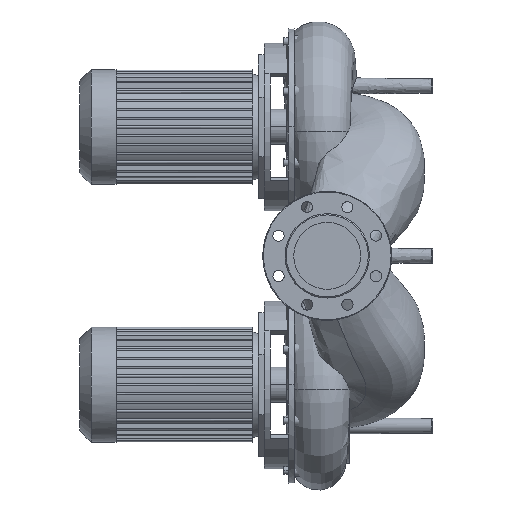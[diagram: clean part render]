
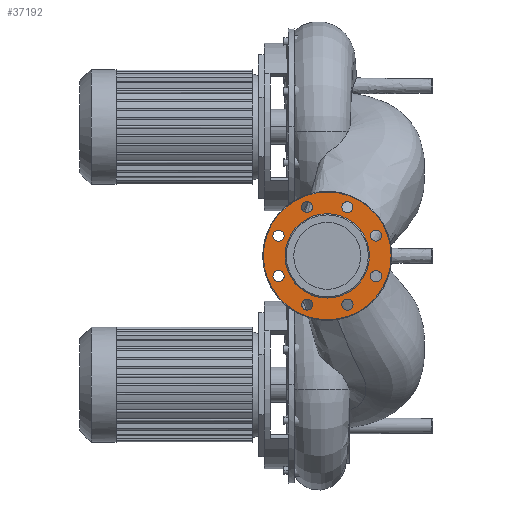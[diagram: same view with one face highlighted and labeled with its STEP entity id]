
A CAD part, left-side view. The second image highlights one B-rep face of the part: STEP entity #37192.
In plain terms, the highlighted free-form (B-spline) face has degree [1, 1] with [2, 2] control points.
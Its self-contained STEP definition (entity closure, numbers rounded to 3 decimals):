
#36123=CARTESIAN_POINT('',(2.,0.,-109.));
#36124=VERTEX_POINT('',#36123);
#36140=CARTESIAN_POINT('',(2.,0.,109.));
#36141=VERTEX_POINT('',#36140);
#36149=CARTESIAN_POINT('',(2.,-109.,0.0));
#36150=VERTEX_POINT('',#36149);
#36151=CARTESIAN_POINT('',(2.,0.,0.0));
#36152=DIRECTION('',(-1.0,0.0,0.0));
#36153=DIRECTION('',(0.0,-1.0,0.0));
#36154=AXIS2_PLACEMENT_3D('',#36151,#36152,#36153);
#36155=CIRCLE('',#36154,109.);
#36156=EDGE_CURVE('',#36150,#36141,#36155,.T.);
#36158=CARTESIAN_POINT('',(2.,0.,0.0));
#36159=DIRECTION('',(-1.0,0.0,0.0));
#36160=DIRECTION('',(0.0,-1.0,0.0));
#36161=AXIS2_PLACEMENT_3D('',#36158,#36159,#36160);
#36162=CIRCLE('',#36161,109.);
#36163=EDGE_CURVE('',#36124,#36150,#36162,.T.);
#36194=CARTESIAN_POINT('',(2.,-72.0,0.0));
#36195=VERTEX_POINT('',#36194);
#36204=CARTESIAN_POINT('',(2.,72.0,0.));
#36205=VERTEX_POINT('',#36204);
#36206=CARTESIAN_POINT('',(2.,0.,0.0));
#36207=DIRECTION('',(-1.0,0.0,0.0));
#36208=DIRECTION('',(0.0,-1.0,0.0));
#36209=AXIS2_PLACEMENT_3D('',#36206,#36207,#36208);
#36210=CIRCLE('',#36209,72.0);
#36211=EDGE_CURVE('',#36195,#36205,#36210,.T.);
#36257=CARTESIAN_POINT('',(2.,-83.149,24.942));
#36258=VERTEX_POINT('',#36257);
#36267=CARTESIAN_POINT('',(2.,-83.149,43.942));
#36268=VERTEX_POINT('',#36267);
#36269=CARTESIAN_POINT('',(2.,-83.149,34.442));
#36270=DIRECTION('',(-1.0,0.0,0.0));
#36271=DIRECTION('',(0.0,0.0,-1.0));
#36272=AXIS2_PLACEMENT_3D('',#36269,#36270,#36271);
#36273=CIRCLE('',#36272,9.5);
#36274=EDGE_CURVE('',#36258,#36268,#36273,.T.);
#36320=CARTESIAN_POINT('',(2.,-41.159,76.432));
#36321=VERTEX_POINT('',#36320);
#36330=CARTESIAN_POINT('',(2.,-27.724,89.867));
#36331=VERTEX_POINT('',#36330);
#36332=CARTESIAN_POINT('',(2.,-34.442,83.149));
#36333=DIRECTION('',(-1.,0.,0.));
#36334=DIRECTION('',(0.,-0.707,-0.707));
#36335=AXIS2_PLACEMENT_3D('',#36332,#36333,#36334);
#36336=CIRCLE('',#36335,9.5);
#36337=EDGE_CURVE('',#36321,#36331,#36336,.T.);
#36383=CARTESIAN_POINT('',(2.,24.942,83.149));
#36384=VERTEX_POINT('',#36383);
#36393=CARTESIAN_POINT('',(2.,43.942,83.149));
#36394=VERTEX_POINT('',#36393);
#36395=CARTESIAN_POINT('',(2.,34.442,83.149));
#36396=DIRECTION('',(-1.0,0.0,0.0));
#36397=DIRECTION('',(0.0,-1.0,0.0));
#36398=AXIS2_PLACEMENT_3D('',#36395,#36396,#36397);
#36399=CIRCLE('',#36398,9.5);
#36400=EDGE_CURVE('',#36384,#36394,#36399,.T.);
#36446=CARTESIAN_POINT('',(2.,76.432,41.159));
#36447=VERTEX_POINT('',#36446);
#36456=CARTESIAN_POINT('',(2.,89.867,27.724));
#36457=VERTEX_POINT('',#36456);
#36458=CARTESIAN_POINT('',(2.,83.149,34.442));
#36459=DIRECTION('',(-1.,0.,0.));
#36460=DIRECTION('',(0.,-0.707,0.707));
#36461=AXIS2_PLACEMENT_3D('',#36458,#36459,#36460);
#36462=CIRCLE('',#36461,9.5);
#36463=EDGE_CURVE('',#36447,#36457,#36462,.T.);
#36509=CARTESIAN_POINT('',(2.,83.149,-24.942));
#36510=VERTEX_POINT('',#36509);
#36519=CARTESIAN_POINT('',(2.,83.149,-43.942));
#36520=VERTEX_POINT('',#36519);
#36521=CARTESIAN_POINT('',(2.,83.149,-34.442));
#36522=DIRECTION('',(-1.0,0.0,0.0));
#36523=DIRECTION('',(0.0,0.0,1.0));
#36524=AXIS2_PLACEMENT_3D('',#36521,#36522,#36523);
#36525=CIRCLE('',#36524,9.5);
#36526=EDGE_CURVE('',#36510,#36520,#36525,.T.);
#36572=CARTESIAN_POINT('',(2.,41.159,-76.432));
#36573=VERTEX_POINT('',#36572);
#36582=CARTESIAN_POINT('',(2.,27.724,-89.867));
#36583=VERTEX_POINT('',#36582);
#36584=CARTESIAN_POINT('',(2.,34.442,-83.149));
#36585=DIRECTION('',(-1.0,0.,0.));
#36586=DIRECTION('',(0.,0.707,0.707));
#36587=AXIS2_PLACEMENT_3D('',#36584,#36585,#36586);
#36588=CIRCLE('',#36587,9.5);
#36589=EDGE_CURVE('',#36573,#36583,#36588,.T.);
#36635=CARTESIAN_POINT('',(2.,-24.942,-83.149));
#36636=VERTEX_POINT('',#36635);
#36645=CARTESIAN_POINT('',(2.,-43.942,-83.149));
#36646=VERTEX_POINT('',#36645);
#36647=CARTESIAN_POINT('',(2.,-34.442,-83.149));
#36648=DIRECTION('',(-1.0,0.0,0.0));
#36649=DIRECTION('',(0.0,1.0,0.0));
#36650=AXIS2_PLACEMENT_3D('',#36647,#36648,#36649);
#36651=CIRCLE('',#36650,9.5);
#36652=EDGE_CURVE('',#36636,#36646,#36651,.T.);
#36698=CARTESIAN_POINT('',(2.,-76.432,-41.159));
#36699=VERTEX_POINT('',#36698);
#36708=CARTESIAN_POINT('',(2.,-89.867,-27.724));
#36709=VERTEX_POINT('',#36708);
#36710=CARTESIAN_POINT('',(2.,-83.149,-34.442));
#36711=DIRECTION('',(-1.0,0.,0.));
#36712=DIRECTION('',(0.,0.707,-0.707));
#36713=AXIS2_PLACEMENT_3D('',#36710,#36711,#36712);
#36714=CIRCLE('',#36713,9.5);
#36715=EDGE_CURVE('',#36699,#36709,#36714,.T.);
#36770=CARTESIAN_POINT('',(2.,-83.149,-34.442));
#36771=DIRECTION('',(-1.0,0.,0.));
#36772=DIRECTION('',(0.,0.707,-0.707));
#36773=AXIS2_PLACEMENT_3D('',#36770,#36771,#36772);
#36774=CIRCLE('',#36773,9.5);
#36775=EDGE_CURVE('',#36709,#36699,#36774,.T.);
#36815=CARTESIAN_POINT('',(2.,-34.442,-83.149));
#36816=DIRECTION('',(-1.0,0.0,0.0));
#36817=DIRECTION('',(0.0,1.0,0.0));
#36818=AXIS2_PLACEMENT_3D('',#36815,#36816,#36817);
#36819=CIRCLE('',#36818,9.5);
#36820=EDGE_CURVE('',#36646,#36636,#36819,.T.);
#36860=CARTESIAN_POINT('',(2.,34.442,-83.149));
#36861=DIRECTION('',(-1.0,0.,0.));
#36862=DIRECTION('',(0.,0.707,0.707));
#36863=AXIS2_PLACEMENT_3D('',#36860,#36861,#36862);
#36864=CIRCLE('',#36863,9.5);
#36865=EDGE_CURVE('',#36583,#36573,#36864,.T.);
#36905=CARTESIAN_POINT('',(2.,83.149,-34.442));
#36906=DIRECTION('',(-1.0,0.0,0.0));
#36907=DIRECTION('',(0.0,0.0,1.0));
#36908=AXIS2_PLACEMENT_3D('',#36905,#36906,#36907);
#36909=CIRCLE('',#36908,9.5);
#36910=EDGE_CURVE('',#36520,#36510,#36909,.T.);
#36950=CARTESIAN_POINT('',(2.,83.149,34.442));
#36951=DIRECTION('',(-1.,0.,0.));
#36952=DIRECTION('',(0.,-0.707,0.707));
#36953=AXIS2_PLACEMENT_3D('',#36950,#36951,#36952);
#36954=CIRCLE('',#36953,9.5);
#36955=EDGE_CURVE('',#36457,#36447,#36954,.T.);
#36995=CARTESIAN_POINT('',(2.,34.442,83.149));
#36996=DIRECTION('',(-1.0,0.0,0.0));
#36997=DIRECTION('',(0.0,-1.0,0.0));
#36998=AXIS2_PLACEMENT_3D('',#36995,#36996,#36997);
#36999=CIRCLE('',#36998,9.5);
#37000=EDGE_CURVE('',#36394,#36384,#36999,.T.);
#37040=CARTESIAN_POINT('',(2.,-34.442,83.149));
#37041=DIRECTION('',(-1.,0.,0.));
#37042=DIRECTION('',(0.,-0.707,-0.707));
#37043=AXIS2_PLACEMENT_3D('',#37040,#37041,#37042);
#37044=CIRCLE('',#37043,9.5);
#37045=EDGE_CURVE('',#36331,#36321,#37044,.T.);
#37085=CARTESIAN_POINT('',(2.,-83.149,34.442));
#37086=DIRECTION('',(-1.0,0.0,0.0));
#37087=DIRECTION('',(0.0,0.0,-1.0));
#37088=AXIS2_PLACEMENT_3D('',#37085,#37086,#37087);
#37089=CIRCLE('',#37088,9.5);
#37090=EDGE_CURVE('',#36268,#36258,#37089,.T.);
#37130=CARTESIAN_POINT('',(2.,0.,0.0));
#37131=DIRECTION('',(-1.0,0.0,0.0));
#37132=DIRECTION('',(0.0,-1.0,0.0));
#37133=AXIS2_PLACEMENT_3D('',#37130,#37131,#37132);
#37134=CIRCLE('',#37133,72.0);
#37135=EDGE_CURVE('',#36205,#36195,#37134,.T.);
#37140=CARTESIAN_POINT('',(2.,-109.,-109.));
#37141=CARTESIAN_POINT('',(2.,-109.,109.));
#37142=CARTESIAN_POINT('',(2.,109.,-109.));
#37143=CARTESIAN_POINT('',(2.,109.,109.));
#37144=B_SPLINE_SURFACE_WITH_KNOTS('',1,1,((#37140,#37142),(#37141,#37143)),.UNSPECIFIED.,.F.,.F.,.U.,(2,2),(2,2),(0.0,218.),(0.0,218.),.UNSPECIFIED.);
#37145=ORIENTED_EDGE('',*,*,#36156,.T.);
#37146=CARTESIAN_POINT('',(2.,0.,0.0));
#37147=DIRECTION('',(-1.0,0.0,0.0));
#37148=DIRECTION('',(0.0,-1.0,0.0));
#37149=AXIS2_PLACEMENT_3D('',#37146,#37147,#37148);
#37150=CIRCLE('',#37149,109.);
#37151=EDGE_CURVE('',#36141,#36124,#37150,.T.);
#37152=ORIENTED_EDGE('',*,*,#37151,.T.);
#37153=ORIENTED_EDGE('',*,*,#36163,.T.);
#37154=EDGE_LOOP('',(#37145,#37152,#37153));
#37155=FACE_OUTER_BOUND('',#37154,.T.);
#37156=ORIENTED_EDGE('',*,*,#36775,.F.);
#37157=ORIENTED_EDGE('',*,*,#36715,.F.);
#37158=EDGE_LOOP('',(#37156,#37157));
#37159=FACE_BOUND('',#37158,.T.);
#37160=ORIENTED_EDGE('',*,*,#36820,.F.);
#37161=ORIENTED_EDGE('',*,*,#36652,.F.);
#37162=EDGE_LOOP('',(#37160,#37161));
#37163=FACE_BOUND('',#37162,.T.);
#37164=ORIENTED_EDGE('',*,*,#36865,.F.);
#37165=ORIENTED_EDGE('',*,*,#36589,.F.);
#37166=EDGE_LOOP('',(#37164,#37165));
#37167=FACE_BOUND('',#37166,.T.);
#37168=ORIENTED_EDGE('',*,*,#36910,.F.);
#37169=ORIENTED_EDGE('',*,*,#36526,.F.);
#37170=EDGE_LOOP('',(#37168,#37169));
#37171=FACE_BOUND('',#37170,.T.);
#37172=ORIENTED_EDGE('',*,*,#36955,.F.);
#37173=ORIENTED_EDGE('',*,*,#36463,.F.);
#37174=EDGE_LOOP('',(#37172,#37173));
#37175=FACE_BOUND('',#37174,.T.);
#37176=ORIENTED_EDGE('',*,*,#37000,.F.);
#37177=ORIENTED_EDGE('',*,*,#36400,.F.);
#37178=EDGE_LOOP('',(#37176,#37177));
#37179=FACE_BOUND('',#37178,.T.);
#37180=ORIENTED_EDGE('',*,*,#37045,.F.);
#37181=ORIENTED_EDGE('',*,*,#36337,.F.);
#37182=EDGE_LOOP('',(#37180,#37181));
#37183=FACE_BOUND('',#37182,.T.);
#37184=ORIENTED_EDGE('',*,*,#37090,.F.);
#37185=ORIENTED_EDGE('',*,*,#36274,.F.);
#37186=EDGE_LOOP('',(#37184,#37185));
#37187=FACE_BOUND('',#37186,.T.);
#37188=ORIENTED_EDGE('',*,*,#36211,.F.);
#37189=ORIENTED_EDGE('',*,*,#37135,.F.);
#37190=EDGE_LOOP('',(#37188,#37189));
#37191=FACE_BOUND('',#37190,.T.);
#37192=ADVANCED_FACE('',(#37155,#37159,#37163,#37167,#37171,#37175,#37179,#37183,#37187,#37191),#37144,.T.);
